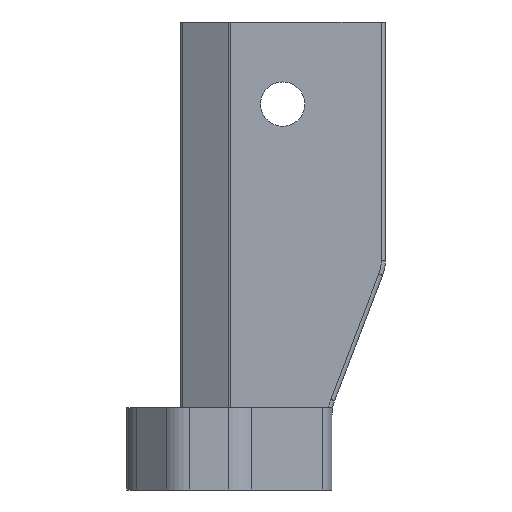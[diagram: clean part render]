
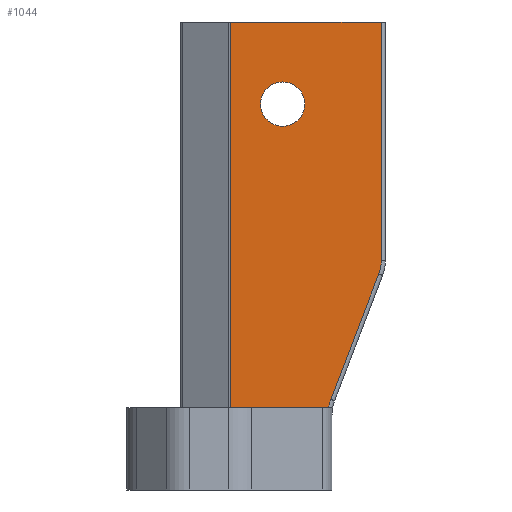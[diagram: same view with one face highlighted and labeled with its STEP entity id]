
A CAD part, left-side view. The second image highlights one B-rep face of the part: STEP entity #1044.
In plain terms, the highlighted planar face has unit normal (-1, 0, 0).
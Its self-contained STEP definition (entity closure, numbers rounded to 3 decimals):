
#33=LINE('',#1589,#115);
#67=LINE('',#1716,#149);
#68=LINE('',#1729,#150);
#70=LINE('',#1737,#152);
#81=LINE('',#1769,#163);
#115=VECTOR('',#1255,10.);
#149=VECTOR('',#1373,10.);
#150=VECTOR('',#1388,10.);
#152=VECTOR('',#1400,10.);
#163=VECTOR('',#1433,10.);
#202=PLANE('',#1171);
#218=FACE_BOUND('',#336,.T.);
#268=FACE_OUTER_BOUND('',#335,.T.);
#335=EDGE_LOOP('',(#895,#896,#897,#898,#899,#900,#901));
#336=EDGE_LOOP('',(#902));
#366=CIRCLE('',#1074,2.7);
#407=CIRCLE('',#1139,5.5);
#410=CIRCLE('',#1145,4.5);
#430=VERTEX_POINT('',#1535);
#450=VERTEX_POINT('',#1586);
#451=VERTEX_POINT('',#1588);
#498=VERTEX_POINT('',#1714);
#500=VERTEX_POINT('',#1720);
#501=VERTEX_POINT('',#1722);
#503=VERTEX_POINT('',#1727);
#504=VERTEX_POINT('',#1732);
#531=EDGE_CURVE('',#430,#430,#366,.T.);
#554=EDGE_CURVE('',#451,#450,#33,.T.);
#617=EDGE_CURVE('',#498,#450,#67,.T.);
#620=EDGE_CURVE('',#500,#501,#407,.T.);
#623=EDGE_CURVE('',#503,#500,#68,.T.);
#626=EDGE_CURVE('',#504,#503,#410,.T.);
#628=EDGE_CURVE('',#451,#504,#70,.T.);
#644=EDGE_CURVE('',#501,#498,#81,.T.);
#895=ORIENTED_EDGE('',*,*,#617,.F.);
#896=ORIENTED_EDGE('',*,*,#644,.F.);
#897=ORIENTED_EDGE('',*,*,#620,.F.);
#898=ORIENTED_EDGE('',*,*,#623,.F.);
#899=ORIENTED_EDGE('',*,*,#626,.F.);
#900=ORIENTED_EDGE('',*,*,#628,.F.);
#901=ORIENTED_EDGE('',*,*,#554,.T.);
#902=ORIENTED_EDGE('',*,*,#531,.T.);
#1044=ADVANCED_FACE('',(#268,#218),#202,.F.);
#1074=AXIS2_PLACEMENT_3D('',#1536,#1203,#1204);
#1139=AXIS2_PLACEMENT_3D('',#1723,#1380,#1381);
#1145=AXIS2_PLACEMENT_3D('',#1734,#1394,#1395);
#1171=AXIS2_PLACEMENT_3D('',#1802,#1469,#1470);
#1203=DIRECTION('center_axis',(1.,0.,0.));
#1204=DIRECTION('ref_axis',(0.,0.,-1.));
#1255=DIRECTION('',(0.,1.,0.));
#1373=DIRECTION('',(0.,0.,1.));
#1380=DIRECTION('center_axis',(-1.,0.,0.));
#1381=DIRECTION('ref_axis',(0.,0.983,0.182));
#1388=DIRECTION('',(0.,0.357,-0.934));
#1394=DIRECTION('center_axis',(1.,0.,0.));
#1395=DIRECTION('ref_axis',(0.,-0.983,-0.182));
#1400=DIRECTION('',(0.,0.,-1.));
#1433=DIRECTION('',(0.,1.,0.));
#1469=DIRECTION('center_axis',(1.,0.,0.));
#1470=DIRECTION('ref_axis',(0.,0.,-1.));
#1535=CARTESIAN_POINT('',(17.,-9.,49.7));
#1536=CARTESIAN_POINT('Origin',(17.,-9.,47.));
#1586=CARTESIAN_POINT('',(17.,-2.634,57.));
#1588=CARTESIAN_POINT('',(17.,-21.,57.));
#1589=CARTESIAN_POINT('',(17.,-21.5,57.));
#1714=CARTESIAN_POINT('',(17.,-2.634,10.));
#1716=CARTESIAN_POINT('',(17.,-2.634,24.694));
#1720=CARTESIAN_POINT('',(17.,-14.863,11.041));
#1722=CARTESIAN_POINT('',(17.,-14.578,10.));
#1723=CARTESIAN_POINT('Origin',(17.,-20.,9.077));
#1727=CARTESIAN_POINT('',(17.,-20.703,26.316));
#1729=CARTESIAN_POINT('',(17.,-20.6,26.046));
#1732=CARTESIAN_POINT('',(17.,-21.,27.923));
#1734=CARTESIAN_POINT('Origin',(17.,-16.5,27.923));
#1737=CARTESIAN_POINT('',(17.,-21.,43.296));
#1769=CARTESIAN_POINT('',(17.,-5.217,10.));
#1802=CARTESIAN_POINT('Origin',(17.,-7.933,29.592));
